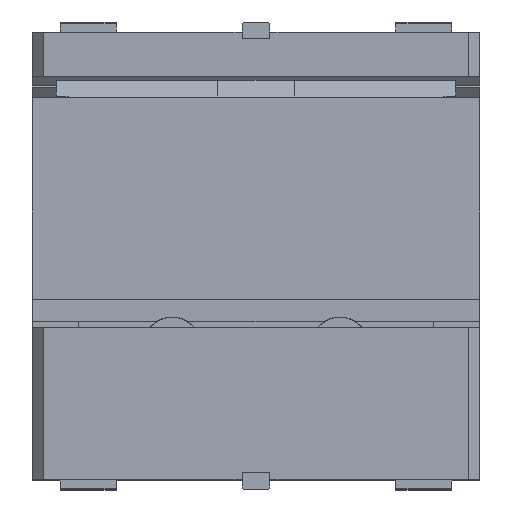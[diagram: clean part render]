
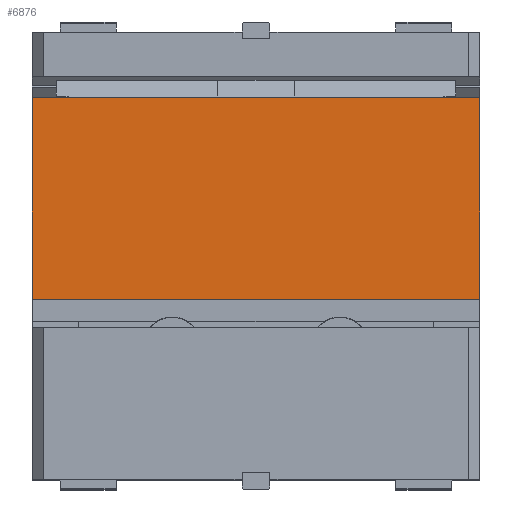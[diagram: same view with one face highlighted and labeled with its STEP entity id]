
A CAD part, top view. The second image highlights one B-rep face of the part: STEP entity #6876.
In plain terms, the highlighted planar face has unit normal (0, 0, 1).
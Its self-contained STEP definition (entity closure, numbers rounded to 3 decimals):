
#5523=CARTESIAN_POINT('Vertex',(-200.,90.,0.)) ;
#5526=CARTESIAN_POINT('Line Origine',(0.,90.,0.)) ;
#5530=CARTESIAN_POINT('Vertex',(200.,90.,0.)) ;
#5723=CARTESIAN_POINT('Line Origine',(200.,0.,0.)) ;
#5727=CARTESIAN_POINT('Vertex',(200.,-90.,0.)) ;
#6841=CARTESIAN_POINT('Line Origine',(0.,-90.,0.)) ;
#6845=CARTESIAN_POINT('Vertex',(-200.,-90.,0.)) ;
#6860=CARTESIAN_POINT('Axis2P3D Location',(200.,90.,0.)) ;
#6865=CARTESIAN_POINT('Line Origine',(-200.,0.,0.)) ;
#5527=DIRECTION('Vector Direction',(-1.,0.,0.)) ;
#5724=DIRECTION('Vector Direction',(0.,-1.,0.)) ;
#6842=DIRECTION('Vector Direction',(-1.,0.,0.)) ;
#6861=DIRECTION('Axis2P3D Direction',(0.,0.,-1.)) ;
#6862=DIRECTION('Axis2P3D XDirection',(0.,1.,0.)) ;
#6866=DIRECTION('Vector Direction',(0.,-1.,0.)) ;
#6863=AXIS2_PLACEMENT_3D('Plane Axis2P3D',#6860,#6861,#6862) ;
#6871=ORIENTED_EDGE('',*,*,#6847,.F.) ;
#6872=ORIENTED_EDGE('',*,*,#5729,.F.) ;
#6873=ORIENTED_EDGE('',*,*,#5532,.T.) ;
#6874=ORIENTED_EDGE('',*,*,#6869,.T.) ;
#5528=VECTOR('Line Direction',#5527,1.) ;
#5725=VECTOR('Line Direction',#5724,1.) ;
#6843=VECTOR('Line Direction',#6842,1.) ;
#6867=VECTOR('Line Direction',#6866,1.) ;
#6876=ADVANCED_FACE('CAM SLIDER',(#6875),#6864,.F.) ;
#5532=EDGE_CURVE('',#5531,#5524,#5529,.T.) ;
#5729=EDGE_CURVE('',#5531,#5728,#5726,.T.) ;
#6847=EDGE_CURVE('',#5728,#6846,#6844,.T.) ;
#6869=EDGE_CURVE('',#5524,#6846,#6868,.T.) ;
#6870=EDGE_LOOP('',(#6871,#6872,#6873,#6874)) ;
#6875=FACE_OUTER_BOUND('',#6870,.T.) ;
#5529=LINE('Line',#5526,#5528) ;
#5726=LINE('Line',#5723,#5725) ;
#6844=LINE('Line',#6841,#6843) ;
#6868=LINE('Line',#6865,#6867) ;
#6864=PLANE('Plane',#6863) ;
#5524=VERTEX_POINT('',#5523) ;
#5531=VERTEX_POINT('',#5530) ;
#5728=VERTEX_POINT('',#5727) ;
#6846=VERTEX_POINT('',#6845) ;
